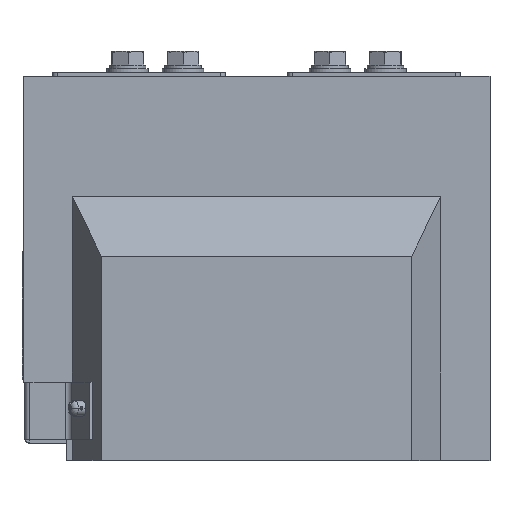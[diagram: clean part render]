
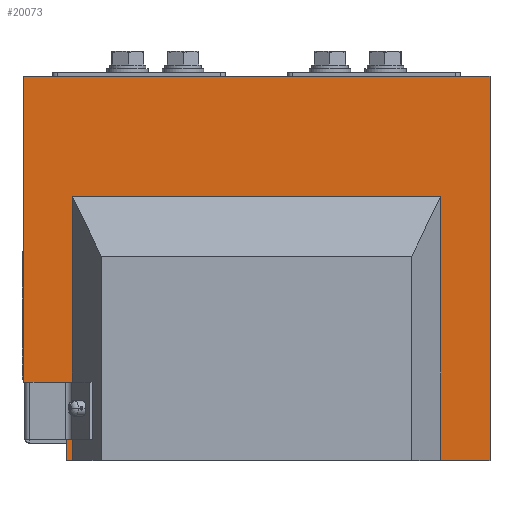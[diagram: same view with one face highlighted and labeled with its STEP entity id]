
A CAD part, top view. The second image highlights one B-rep face of the part: STEP entity #20073.
In plain terms, the highlighted planar face has unit normal (0, 0, 1).
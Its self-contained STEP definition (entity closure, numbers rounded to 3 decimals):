
#2395 = ORIENTED_EDGE ( 'NONE', *, *, #20784, .T. ) ;
#3966 = DIRECTION ( 'NONE',  ( -1., 0., 0. ) ) ;
#9710 = VECTOR ( 'NONE', #52893, 1000. ) ;
#10440 = CARTESIAN_POINT ( 'NONE',  ( -135., 152.561, 60. ) ) ;
#13234 = VERTEX_POINT ( 'NONE', #104375 ) ;
#17390 = VECTOR ( 'NONE', #62433, 1000. ) ;
#17996 = EDGE_CURVE ( 'NONE', #13234, #164918, #150199, .T. ) ;
#19845 = CARTESIAN_POINT ( 'NONE',  ( -135., 222., 60. ) ) ;
#20073 = ADVANCED_FACE ( 'NONE', ( #33545 ), #77717, .F. ) ;
#20784 = EDGE_CURVE ( 'NONE', #34778, #89336, #123010, .T. ) ;
#20817 = EDGE_CURVE ( 'NONE', #89336, #164918, #49198, .T. ) ;
#22350 = CARTESIAN_POINT ( 'NONE',  ( 135., 222., 60. ) ) ;
#25362 = VERTEX_POINT ( 'NONE', #42056 ) ;
#27348 = VECTOR ( 'NONE', #85477, 1000. ) ;
#30719 = VERTEX_POINT ( 'NONE', #127078 ) ;
#30742 = CARTESIAN_POINT ( 'NONE',  ( 135., 0., 60. ) ) ;
#32293 = CARTESIAN_POINT ( 'NONE',  ( -135., 45., 60. ) ) ;
#33545 = FACE_OUTER_BOUND ( 'NONE', #45810, .T. ) ;
#34778 = VERTEX_POINT ( 'NONE', #50726 ) ;
#35267 = EDGE_CURVE ( 'NONE', #57028, #30719, #45521, .T. ) ;
#38064 = CARTESIAN_POINT ( 'NONE',  ( -106.5, 152.561, 60. ) ) ;
#39698 = AXIS2_PLACEMENT_3D ( 'NONE', #135783, #92585, #3966 ) ;
#42056 = CARTESIAN_POINT ( 'NONE',  ( -110., 45., 60. ) ) ;
#44652 = DIRECTION ( 'NONE',  ( 0., -1., 0. ) ) ;
#45521 = LINE ( 'NONE', #133003, #123983 ) ;
#45810 = EDGE_LOOP ( 'NONE', ( #133764, #119056, #2395, #73852, #182773, #55634, #176648, #68647, #106358, #181030 ) ) ;
#49198 = LINE ( 'NONE', #186153, #162078 ) ;
#50726 = CARTESIAN_POINT ( 'NONE',  ( 106.5, 152.561, 60. ) ) ;
#52479 = VECTOR ( 'NONE', #122724, 1000. ) ;
#52893 = DIRECTION ( 'NONE',  ( 0., -1., 0. ) ) ;
#55634 = ORIENTED_EDGE ( 'NONE', *, *, #164888, .F. ) ;
#57028 = VERTEX_POINT ( 'NONE', #38064 ) ;
#57130 = EDGE_CURVE ( 'NONE', #134696, #179127, #59997, .T. ) ;
#59105 = EDGE_CURVE ( 'NONE', #179127, #25362, #77441, .T. ) ;
#59997 = LINE ( 'NONE', #113584, #177511 ) ;
#62433 = DIRECTION ( 'NONE',  ( 0., -1., 0. ) ) ;
#68647 = ORIENTED_EDGE ( 'NONE', *, *, #59105, .T. ) ;
#73852 = ORIENTED_EDGE ( 'NONE', *, *, #20817, .T. ) ;
#74689 = DIRECTION ( 'NONE',  ( 1., 0., 0. ) ) ;
#77441 = LINE ( 'NONE', #32293, #116733 ) ;
#77717 = PLANE ( 'NONE',  #39698 ) ;
#81812 = DIRECTION ( 'NONE',  ( 0., -1., 0. ) ) ;
#85477 = DIRECTION ( 'NONE',  ( 1., 0., 0. ) ) ;
#89336 = VERTEX_POINT ( 'NONE', #93614 ) ;
#92585 = DIRECTION ( 'NONE',  ( 0., 0., -1. ) ) ;
#93614 = CARTESIAN_POINT ( 'NONE',  ( 106.5, 0., 60. ) ) ;
#101296 = LINE ( 'NONE', #10440, #27348 ) ;
#104375 = CARTESIAN_POINT ( 'NONE',  ( 135., 222., 60. ) ) ;
#106358 = ORIENTED_EDGE ( 'NONE', *, *, #139896, .T. ) ;
#111069 = VECTOR ( 'NONE', #81812, 1000. ) ;
#112904 = DIRECTION ( 'NONE',  ( 1., 0., 0. ) ) ;
#113584 = CARTESIAN_POINT ( 'NONE',  ( -135., 222., 60. ) ) ;
#115299 = EDGE_CURVE ( 'NONE', #57028, #34778, #101296, .T. ) ;
#116733 = VECTOR ( 'NONE', #120103, 1000. ) ;
#119056 = ORIENTED_EDGE ( 'NONE', *, *, #115299, .T. ) ;
#120103 = DIRECTION ( 'NONE',  ( 1., 0., 0. ) ) ;
#120511 = CARTESIAN_POINT ( 'NONE',  ( -110., 222., 60. ) ) ;
#121956 = CARTESIAN_POINT ( 'NONE',  ( -110., 0., 60. ) ) ;
#122724 = DIRECTION ( 'NONE',  ( 1., 0., 0. ) ) ;
#123010 = LINE ( 'NONE', #141218, #9710 ) ;
#123983 = VECTOR ( 'NONE', #44652, 1000. ) ;
#126329 = LINE ( 'NONE', #136295, #52479 ) ;
#127078 = CARTESIAN_POINT ( 'NONE',  ( -106.5, 0., 60. ) ) ;
#133003 = CARTESIAN_POINT ( 'NONE',  ( -106.5, 222., 60. ) ) ;
#133764 = ORIENTED_EDGE ( 'NONE', *, *, #35267, .F. ) ;
#134696 = VERTEX_POINT ( 'NONE', #19845 ) ;
#135268 = LINE ( 'NONE', #120511, #17390 ) ;
#135783 = CARTESIAN_POINT ( 'NONE',  ( -135., 222., 60. ) ) ;
#136295 = CARTESIAN_POINT ( 'NONE',  ( -135., 0., 60. ) ) ;
#137351 = EDGE_CURVE ( 'NONE', #155076, #30719, #126329, .T. ) ;
#137707 = CARTESIAN_POINT ( 'NONE',  ( -135., 45., 60. ) ) ;
#139896 = EDGE_CURVE ( 'NONE', #25362, #155076, #135268, .T. ) ;
#141218 = CARTESIAN_POINT ( 'NONE',  ( 106.5, 222., 60. ) ) ;
#150199 = LINE ( 'NONE', #22350, #111069 ) ;
#155076 = VERTEX_POINT ( 'NONE', #121956 ) ;
#160469 = VECTOR ( 'NONE', #74689, 1000. ) ;
#162078 = VECTOR ( 'NONE', #112904, 1000. ) ;
#164888 = EDGE_CURVE ( 'NONE', #134696, #13234, #169644, .T. ) ;
#164918 = VERTEX_POINT ( 'NONE', #30742 ) ;
#169644 = LINE ( 'NONE', #177063, #160469 ) ;
#173319 = DIRECTION ( 'NONE',  ( 0., -1., 0. ) ) ;
#176648 = ORIENTED_EDGE ( 'NONE', *, *, #57130, .T. ) ;
#177063 = CARTESIAN_POINT ( 'NONE',  ( 106.5, 222., 60. ) ) ;
#177511 = VECTOR ( 'NONE', #173319, 1000. ) ;
#179127 = VERTEX_POINT ( 'NONE', #137707 ) ;
#181030 = ORIENTED_EDGE ( 'NONE', *, *, #137351, .T. ) ;
#182773 = ORIENTED_EDGE ( 'NONE', *, *, #17996, .F. ) ;
#186153 = CARTESIAN_POINT ( 'NONE',  ( 106.5, 0., 60. ) ) ;
